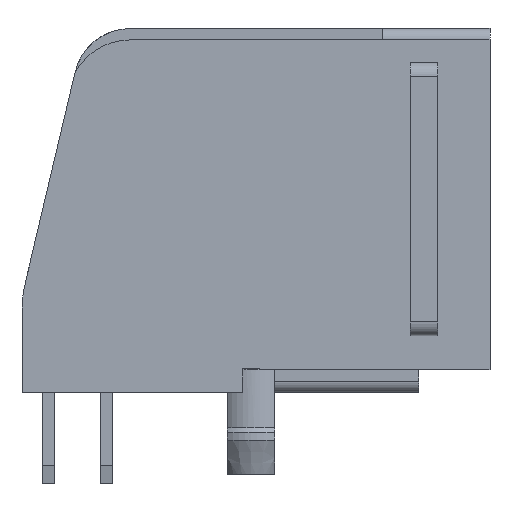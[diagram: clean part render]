
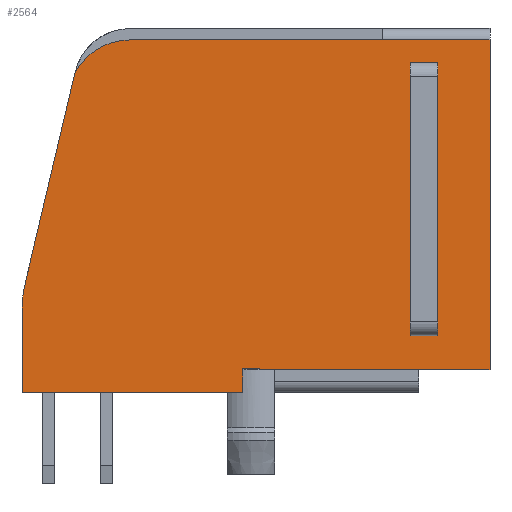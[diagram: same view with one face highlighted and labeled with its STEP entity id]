
A CAD part, left-side view. The second image highlights one B-rep face of the part: STEP entity #2564.
In plain terms, the highlighted planar face has unit normal (-1, 0, 0).
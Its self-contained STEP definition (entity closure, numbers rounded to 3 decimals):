
#786 = VERTEX_POINT('',#787);
#787 = CARTESIAN_POINT('',(-6.605,-11.605,15.6));
#794 = EDGE_CURVE('',#786,#795,#797,.T.);
#795 = VERTEX_POINT('',#796);
#796 = CARTESIAN_POINT('',(-6.605,-11.605,1.1));
#797 = LINE('',#798,#799);
#798 = CARTESIAN_POINT('',(-6.605,-11.605,16.1));
#799 = VECTOR('',#800,1.);
#800 = DIRECTION('',(0.,0.,-1.));
#2544 = VERTEX_POINT('',#2545);
#2545 = CARTESIAN_POINT('',(-6.605,-6.891,15.6));
#2552 = EDGE_CURVE('',#786,#2544,#2553,.T.);
#2553 = LINE('',#2554,#2555);
#2554 = CARTESIAN_POINT('',(-6.605,-6.891,15.6));
#2555 = VECTOR('',#2556,1.);
#2556 = DIRECTION('',(0.,1.,0.));
#2564 = ADVANCED_FACE('',(#2565,#2649),#2683,.F.);
#2565 = FACE_BOUND('',#2566,.T.);
#2566 = EDGE_LOOP('',(#2567,#2577,#2585,#2591,#2592,#2593,#2601,#2610,
    #2618,#2627,#2635,#2643));
#2567 = ORIENTED_EDGE('',*,*,#2568,.T.);
#2568 = EDGE_CURVE('',#2569,#2571,#2573,.T.);
#2569 = VERTEX_POINT('',#2570);
#2570 = CARTESIAN_POINT('',(-6.605,-0.728,1.145));
#2571 = VERTEX_POINT('',#2572);
#2572 = CARTESIAN_POINT('',(-6.605,-1.482,1.145));
#2573 = LINE('',#2574,#2575);
#2574 = CARTESIAN_POINT('',(-6.605,4.201,1.145));
#2575 = VECTOR('',#2576,1.);
#2576 = DIRECTION('',(0.,-1.,0.));
#2577 = ORIENTED_EDGE('',*,*,#2578,.T.);
#2578 = EDGE_CURVE('',#2571,#2579,#2581,.T.);
#2579 = VERTEX_POINT('',#2580);
#2580 = CARTESIAN_POINT('',(-6.605,-1.482,1.1));
#2581 = LINE('',#2582,#2583);
#2582 = CARTESIAN_POINT('',(-6.605,-1.482,1.145));
#2583 = VECTOR('',#2584,1.);
#2584 = DIRECTION('',(0.,0.,-1.));
#2585 = ORIENTED_EDGE('',*,*,#2586,.F.);
#2586 = EDGE_CURVE('',#795,#2579,#2587,.T.);
#2587 = LINE('',#2588,#2589);
#2588 = CARTESIAN_POINT('',(-6.605,-11.605,1.1));
#2589 = VECTOR('',#2590,1.);
#2590 = DIRECTION('',(0.,1.,0.));
#2591 = ORIENTED_EDGE('',*,*,#794,.F.);
#2592 = ORIENTED_EDGE('',*,*,#2552,.T.);
#2593 = ORIENTED_EDGE('',*,*,#2594,.T.);
#2594 = EDGE_CURVE('',#2544,#2595,#2597,.T.);
#2595 = VERTEX_POINT('',#2596);
#2596 = CARTESIAN_POINT('',(-6.605,4.201,15.6));
#2597 = LINE('',#2598,#2599);
#2598 = CARTESIAN_POINT('',(-6.605,-6.891,15.6));
#2599 = VECTOR('',#2600,1.);
#2600 = DIRECTION('',(0.,1.,0.));
#2601 = ORIENTED_EDGE('',*,*,#2602,.T.);
#2602 = EDGE_CURVE('',#2595,#2603,#2605,.T.);
#2603 = VERTEX_POINT('',#2604);
#2604 = CARTESIAN_POINT('',(-6.605,6.635,14.174));
#2605 = CIRCLE('',#2606,2.789);
#2606 = AXIS2_PLACEMENT_3D('',#2607,#2608,#2609);
#2607 = CARTESIAN_POINT('',(-6.605,4.201,12.811));
#2608 = DIRECTION('',(-1.,-0.,0.));
#2609 = DIRECTION('',(0.,-1.,0.));
#2610 = ORIENTED_EDGE('',*,*,#2611,.F.);
#2611 = EDGE_CURVE('',#2612,#2603,#2614,.T.);
#2612 = VERTEX_POINT('',#2613);
#2613 = CARTESIAN_POINT('',(-6.605,8.831,4.866));
#2614 = LINE('',#2615,#2616);
#2615 = CARTESIAN_POINT('',(-6.605,8.831,4.866));
#2616 = VECTOR('',#2617,1.);
#2617 = DIRECTION('',(0.,-0.23,0.973));
#2618 = ORIENTED_EDGE('',*,*,#2619,.F.);
#2619 = EDGE_CURVE('',#2620,#2612,#2622,.T.);
#2620 = VERTEX_POINT('',#2621);
#2621 = CARTESIAN_POINT('',(-6.605,8.965,3.718));
#2622 = CIRCLE('',#2623,5.);
#2623 = AXIS2_PLACEMENT_3D('',#2624,#2625,#2626);
#2624 = CARTESIAN_POINT('',(-6.605,3.965,3.718));
#2625 = DIRECTION('',(1.,0.,0.));
#2626 = DIRECTION('',(0.,-1.,0.));
#2627 = ORIENTED_EDGE('',*,*,#2628,.F.);
#2628 = EDGE_CURVE('',#2629,#2620,#2631,.T.);
#2629 = VERTEX_POINT('',#2630);
#2630 = CARTESIAN_POINT('',(-6.605,8.965,0.1));
#2631 = LINE('',#2632,#2633);
#2632 = CARTESIAN_POINT('',(-6.605,8.965,3.718));
#2633 = VECTOR('',#2634,1.);
#2634 = DIRECTION('',(0.,0.,1.));
#2635 = ORIENTED_EDGE('',*,*,#2636,.F.);
#2636 = EDGE_CURVE('',#2637,#2629,#2639,.T.);
#2637 = VERTEX_POINT('',#2638);
#2638 = CARTESIAN_POINT('',(-6.605,-0.728,0.1));
#2639 = LINE('',#2640,#2641);
#2640 = CARTESIAN_POINT('',(-6.605,-1.32,0.1));
#2641 = VECTOR('',#2642,1.);
#2642 = DIRECTION('',(0.,1.,0.));
#2643 = ORIENTED_EDGE('',*,*,#2644,.T.);
#2644 = EDGE_CURVE('',#2637,#2569,#2645,.T.);
#2645 = LINE('',#2646,#2647);
#2646 = CARTESIAN_POINT('',(-6.605,-0.728,1.1));
#2647 = VECTOR('',#2648,1.);
#2648 = DIRECTION('',(0.,0.,1.));
#2649 = FACE_BOUND('',#2650,.T.);
#2650 = EDGE_LOOP('',(#2651,#2661,#2669,#2677));
#2651 = ORIENTED_EDGE('',*,*,#2652,.T.);
#2652 = EDGE_CURVE('',#2653,#2655,#2657,.T.);
#2653 = VERTEX_POINT('',#2654);
#2654 = CARTESIAN_POINT('',(-6.605,-8.105,14.6));
#2655 = VERTEX_POINT('',#2656);
#2656 = CARTESIAN_POINT('',(-6.605,-9.305,14.6));
#2657 = LINE('',#2658,#2659);
#2658 = CARTESIAN_POINT('',(-6.605,-9.305,14.6));
#2659 = VECTOR('',#2660,1.);
#2660 = DIRECTION('',(0.,-1.,0.));
#2661 = ORIENTED_EDGE('',*,*,#2662,.T.);
#2662 = EDGE_CURVE('',#2655,#2663,#2665,.T.);
#2663 = VERTEX_POINT('',#2664);
#2664 = CARTESIAN_POINT('',(-6.605,-9.305,2.6));
#2665 = LINE('',#2666,#2667);
#2666 = CARTESIAN_POINT('',(-6.605,-9.305,14.6));
#2667 = VECTOR('',#2668,1.);
#2668 = DIRECTION('',(-0.,0.,-1.));
#2669 = ORIENTED_EDGE('',*,*,#2670,.T.);
#2670 = EDGE_CURVE('',#2663,#2671,#2673,.T.);
#2671 = VERTEX_POINT('',#2672);
#2672 = CARTESIAN_POINT('',(-6.605,-8.105,2.6));
#2673 = LINE('',#2674,#2675);
#2674 = CARTESIAN_POINT('',(-6.605,-9.305,2.6));
#2675 = VECTOR('',#2676,1.);
#2676 = DIRECTION('',(0.,1.,0.));
#2677 = ORIENTED_EDGE('',*,*,#2678,.T.);
#2678 = EDGE_CURVE('',#2671,#2653,#2679,.T.);
#2679 = LINE('',#2680,#2681);
#2680 = CARTESIAN_POINT('',(-6.605,-8.105,14.6));
#2681 = VECTOR('',#2682,1.);
#2682 = DIRECTION('',(0.,0.,1.));
#2683 = PLANE('',#2684);
#2684 = AXIS2_PLACEMENT_3D('',#2685,#2686,#2687);
#2685 = CARTESIAN_POINT('',(-6.605,4.201,13.6));
#2686 = DIRECTION('',(1.,0.,0.));
#2687 = DIRECTION('',(0.,0.,1.));
